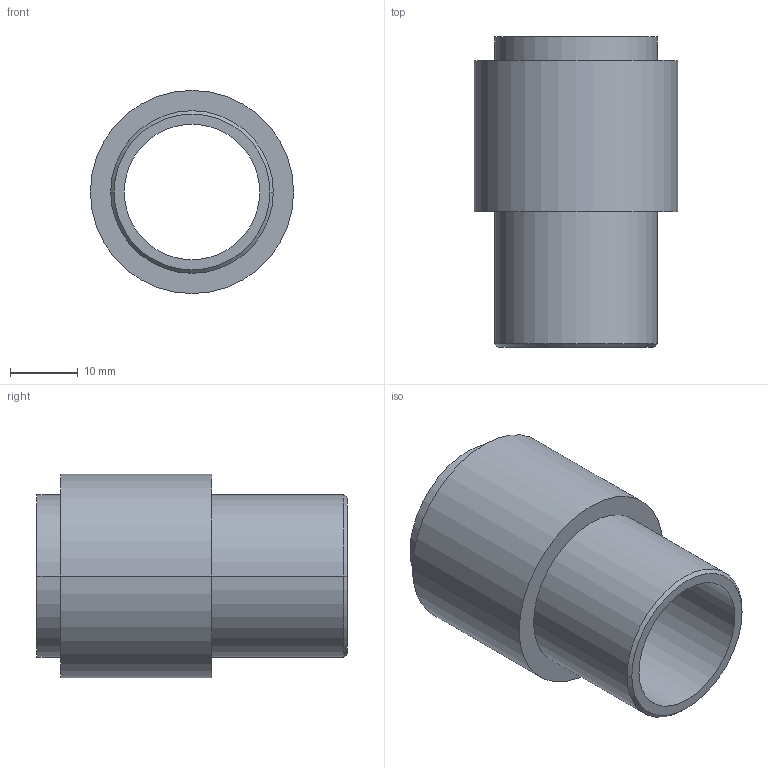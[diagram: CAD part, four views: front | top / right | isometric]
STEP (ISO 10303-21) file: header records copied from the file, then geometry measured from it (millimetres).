
FILE_DESCRIPTION(('CATIA V5 STEP Exchange'),'2;1');
FILE_NAME('Moteu.stp','2022-03-09T11:27:52+00:00',('none'),('none'),'CATIA Version 5-6 Release 2017 SP3','CATIA V5 STEP AP203','none');
FILE_SCHEMA(('CONFIG_CONTROL_DESIGN'));
Length unit declared in the file: millimetre
Products named in the file (1): Adaptateur cadre ACIER
Bounding box: 30 x 45.8 x 30 mm (x, y, z)
Volume: 11996.3 mm3; surface area: 7514.3 mm2
Topology: 1 solids, 1 shells, 14 faces, 28 edges, 18 vertices
Faces by surface type: cylinder 8, plane 4, cone 2
Entity records: 376 total; most frequent: CARTESIAN_POINT 56, ORIENTED_EDGE 56, DIRECTION 46, AXIS2_PLACEMENT_3D 28, EDGE_CURVE 28, CIRCLE 18, EDGE_LOOP 18, VERTEX_POINT 18
